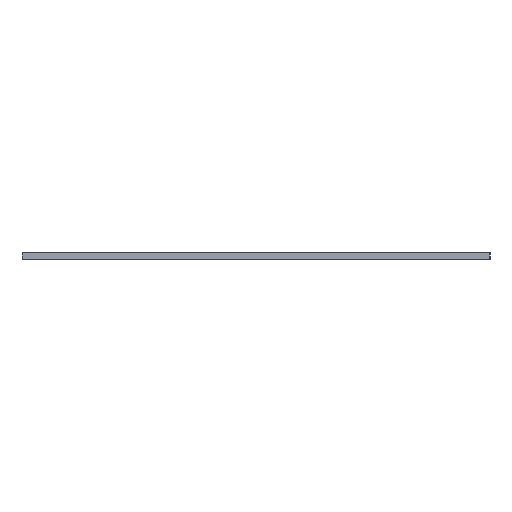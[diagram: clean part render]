
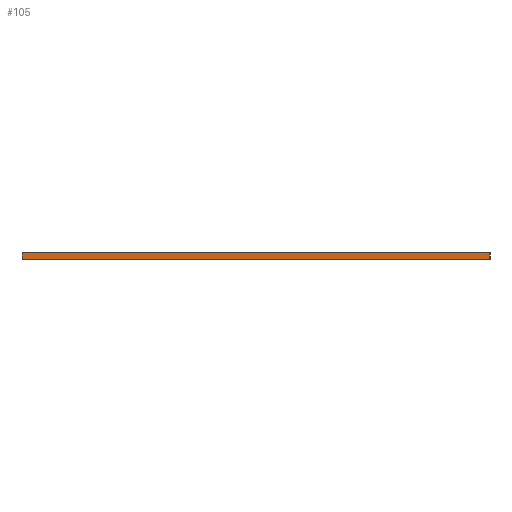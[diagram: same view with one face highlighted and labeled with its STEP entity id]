
A CAD part, left-side view. The second image highlights one B-rep face of the part: STEP entity #105.
In plain terms, the highlighted planar face has unit normal (-1, 0, 0).
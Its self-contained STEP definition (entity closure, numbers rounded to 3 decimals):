
#13 = LINE ( 'NONE', #845, #1336 ) ;
#105 = ADVANCED_FACE ( 'NONE', ( #1126 ), #120, .F. ) ;
#120 = PLANE ( 'NONE',  #547 ) ;
#162 = ORIENTED_EDGE ( 'NONE', *, *, #384, .T. ) ;
#384 = EDGE_CURVE ( 'NONE', #2044, #1020, #1122, .T. ) ;
#412 = CARTESIAN_POINT ( 'NONE',  ( -110., 105., 0. ) ) ;
#547 = AXIS2_PLACEMENT_3D ( 'NONE', #1665, #703, #2419 ) ;
#635 = VECTOR ( 'NONE', #1217, 1000. ) ;
#645 = DIRECTION ( 'NONE',  ( 0., 0., -1. ) ) ;
#700 = DIRECTION ( 'NONE',  ( 0., 0., -1. ) ) ;
#703 = DIRECTION ( 'NONE',  ( 1., 0., 0. ) ) ;
#793 = ORIENTED_EDGE ( 'NONE', *, *, #1150, .T. ) ;
#823 = CARTESIAN_POINT ( 'NONE',  ( -110., -105., 3. ) ) ;
#824 = VERTEX_POINT ( 'NONE', #1237 ) ;
#845 = CARTESIAN_POINT ( 'NONE',  ( -110., 105., 3. ) ) ;
#867 = VERTEX_POINT ( 'NONE', #2148 ) ;
#997 = EDGE_CURVE ( 'NONE', #824, #1020, #1294, .T. ) ;
#1020 = VERTEX_POINT ( 'NONE', #1733 ) ;
#1122 = LINE ( 'NONE', #2288, #1602 ) ;
#1126 = FACE_OUTER_BOUND ( 'NONE', #1896, .T. ) ;
#1150 = EDGE_CURVE ( 'NONE', #867, #2044, #13, .T. ) ;
#1206 = LINE ( 'NONE', #823, #635 ) ;
#1217 = DIRECTION ( 'NONE',  ( 0., -1., 0. ) ) ;
#1237 = CARTESIAN_POINT ( 'NONE',  ( -110., -105., 3. ) ) ;
#1294 = LINE ( 'NONE', #2051, #2268 ) ;
#1336 = VECTOR ( 'NONE', #645, 1000. ) ;
#1602 = VECTOR ( 'NONE', #2258, 1000. ) ;
#1665 = CARTESIAN_POINT ( 'NONE',  ( -110., -105., 3. ) ) ;
#1733 = CARTESIAN_POINT ( 'NONE',  ( -110., -105., 0. ) ) ;
#1896 = EDGE_LOOP ( 'NONE', ( #162, #2400, #2374, #793 ) ) ;
#2044 = VERTEX_POINT ( 'NONE', #412 ) ;
#2051 = CARTESIAN_POINT ( 'NONE',  ( -110., -105., 3. ) ) ;
#2110 = EDGE_CURVE ( 'NONE', #867, #824, #1206, .T. ) ;
#2148 = CARTESIAN_POINT ( 'NONE',  ( -110., 105., 3. ) ) ;
#2258 = DIRECTION ( 'NONE',  ( 0., -1., 0. ) ) ;
#2268 = VECTOR ( 'NONE', #700, 1000. ) ;
#2288 = CARTESIAN_POINT ( 'NONE',  ( -110., -105., 0. ) ) ;
#2374 = ORIENTED_EDGE ( 'NONE', *, *, #2110, .F. ) ;
#2400 = ORIENTED_EDGE ( 'NONE', *, *, #997, .F. ) ;
#2419 = DIRECTION ( 'NONE',  ( 0., 0., -1. ) ) ;
